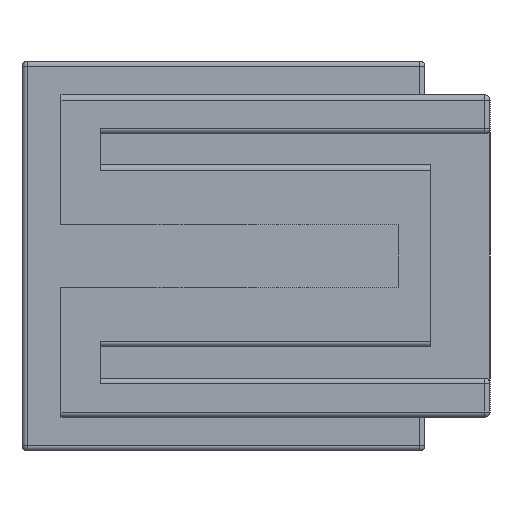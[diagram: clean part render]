
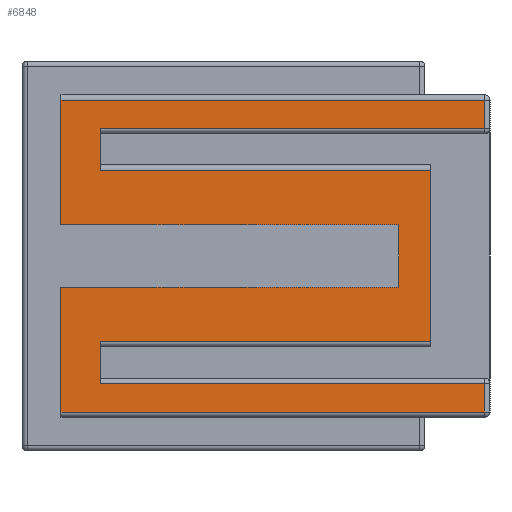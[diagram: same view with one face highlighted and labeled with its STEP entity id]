
A CAD part, left-side view. The second image highlights one B-rep face of the part: STEP entity #6848.
In plain terms, the highlighted planar face has unit normal (-1, 0, 0).
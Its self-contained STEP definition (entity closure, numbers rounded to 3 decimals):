
#2361=DIRECTION('',(0.,0.,-1.));
#2362=VECTOR('',#2361,1.1);
#2363=CARTESIAN_POINT('',(-14.275,0.2,6.));
#2364=LINE('',#2363,#2362);
#2365=DIRECTION('',(0.,-1.,0.));
#2366=VECTOR('',#2365,14.8);
#2367=CARTESIAN_POINT('',(-14.275,15.,4.9));
#2368=LINE('',#2367,#2366);
#2369=DIRECTION('',(0.,1.,0.));
#2370=VECTOR('',#2369,12.7);
#2371=CARTESIAN_POINT('',(-14.275,2.3,3.3));
#2372=LINE('',#2371,#2370);
#2373=DIRECTION('',(0.,0.,-1.));
#2374=VECTOR('',#2373,6.6);
#2375=CARTESIAN_POINT('',(-14.275,2.3,3.3));
#2376=LINE('',#2375,#2374);
#2377=DIRECTION('',(0.,-1.,0.));
#2378=VECTOR('',#2377,12.7);
#2379=CARTESIAN_POINT('',(-14.275,15.,-3.3));
#2380=LINE('',#2379,#2378);
#2381=DIRECTION('',(0.,1.,0.));
#2382=VECTOR('',#2381,14.8);
#2383=CARTESIAN_POINT('',(-14.275,0.2,-4.9));
#2384=LINE('',#2383,#2382);
#2385=DIRECTION('',(0.,0.,-1.));
#2386=VECTOR('',#2385,1.1);
#2387=CARTESIAN_POINT('',(-14.275,0.2,-4.9));
#2388=LINE('',#2387,#2386);
#2389=DIRECTION('',(0.,1.,0.));
#2390=VECTOR('',#2389,16.3);
#2391=CARTESIAN_POINT('',(-14.275,0.2,-6.));
#2392=LINE('',#2391,#2390);
#2393=DIRECTION('',(0.,0.,1.));
#2394=VECTOR('',#2393,4.8);
#2395=CARTESIAN_POINT('',(-14.275,16.5,-6.));
#2396=LINE('',#2395,#2394);
#2397=DIRECTION('',(0.,-1.,0.));
#2398=VECTOR('',#2397,13.);
#2399=CARTESIAN_POINT('',(-14.275,16.5,-1.2));
#2400=LINE('',#2399,#2398);
#2401=DIRECTION('',(0.,0.,-1.));
#2402=VECTOR('',#2401,2.4);
#2403=CARTESIAN_POINT('',(-14.275,3.5,1.2));
#2404=LINE('',#2403,#2402);
#2405=DIRECTION('',(0.,-1.,0.));
#2406=VECTOR('',#2405,13.);
#2407=CARTESIAN_POINT('',(-14.275,16.5,1.2));
#2408=LINE('',#2407,#2406);
#2409=DIRECTION('',(0.,0.,1.));
#2410=VECTOR('',#2409,4.8);
#2411=CARTESIAN_POINT('',(-14.275,16.5,1.2));
#2412=LINE('',#2411,#2410);
#2413=DIRECTION('',(0.,-1.,0.));
#2414=VECTOR('',#2413,16.3);
#2415=CARTESIAN_POINT('',(-14.275,16.5,6.));
#2416=LINE('',#2415,#2414);
#2507=DIRECTION('',(0.,0.,1.));
#2508=VECTOR('',#2507,1.6);
#2509=CARTESIAN_POINT('',(-14.275,15.,-4.9));
#2510=LINE('',#2509,#2508);
#2547=DIRECTION('',(0.,0.,1.));
#2548=VECTOR('',#2547,1.6);
#2549=CARTESIAN_POINT('',(-14.275,15.,3.3));
#2550=LINE('',#2549,#2548);
#2746=CARTESIAN_POINT('',(-14.275,16.5,1.2));
#2748=VERTEX_POINT('',#2746);
#2760=CARTESIAN_POINT('',(-14.275,16.5,-1.2));
#2761=VERTEX_POINT('',#2760);
#2762=CARTESIAN_POINT('',(-14.275,3.5,1.2));
#2763=CARTESIAN_POINT('',(-14.275,3.5,-1.2));
#2764=VERTEX_POINT('',#2762);
#2765=VERTEX_POINT('',#2763);
#3010=CARTESIAN_POINT('',(-14.275,16.5,6.));
#3012=VERTEX_POINT('',#3010);
#3015=CARTESIAN_POINT('',(-14.275,16.5,-6.));
#3017=VERTEX_POINT('',#3015);
#3022=CARTESIAN_POINT('',(-14.275,2.3,3.3));
#3023=VERTEX_POINT('',#3022);
#3024=CARTESIAN_POINT('',(-14.275,15.,3.3));
#3025=VERTEX_POINT('',#3024);
#3026=CARTESIAN_POINT('',(-14.275,2.3,-3.3));
#3028=VERTEX_POINT('',#3026);
#3032=CARTESIAN_POINT('',(-14.275,15.,-3.3));
#3033=VERTEX_POINT('',#3032);
#3038=CARTESIAN_POINT('',(-14.275,15.,-4.9));
#3039=VERTEX_POINT('',#3038);
#3040=CARTESIAN_POINT('',(-14.275,15.,4.9));
#3041=VERTEX_POINT('',#3040);
#3258=CARTESIAN_POINT('',(-14.275,0.2,4.9));
#3259=VERTEX_POINT('',#3258);
#3262=CARTESIAN_POINT('',(-14.275,0.2,6.));
#3263=VERTEX_POINT('',#3262);
#3282=CARTESIAN_POINT('',(-14.275,0.2,-6.));
#3283=VERTEX_POINT('',#3282);
#3286=CARTESIAN_POINT('',(-14.275,0.2,-4.9));
#3287=VERTEX_POINT('',#3286);
#6813=CARTESIAN_POINT('',(-14.275,16.5,-6.2));
#6814=DIRECTION('',(-1.,0.,0.));
#6815=DIRECTION('',(0.,-1.,0.));
#6816=AXIS2_PLACEMENT_3D('',#6813,#6814,#6815);
#6817=PLANE('',#6816);
#6819=ORIENTED_EDGE('',*,*,#6818,.T.);
#6821=ORIENTED_EDGE('',*,*,#6820,.F.);
#6823=ORIENTED_EDGE('',*,*,#6822,.F.);
#6825=ORIENTED_EDGE('',*,*,#6824,.F.);
#6827=ORIENTED_EDGE('',*,*,#6826,.T.);
#6829=ORIENTED_EDGE('',*,*,#6828,.F.);
#6831=ORIENTED_EDGE('',*,*,#6830,.F.);
#6833=ORIENTED_EDGE('',*,*,#6832,.F.);
#6835=ORIENTED_EDGE('',*,*,#6834,.T.);
#6836=ORIENTED_EDGE('',*,*,#6808,.T.);
#6837=ORIENTED_EDGE('',*,*,#6679,.T.);
#6839=ORIENTED_EDGE('',*,*,#6838,.T.);
#6841=ORIENTED_EDGE('',*,*,#6840,.F.);
#6843=ORIENTED_EDGE('',*,*,#6842,.F.);
#6844=ORIENTED_EDGE('',*,*,#6651,.T.);
#6845=ORIENTED_EDGE('',*,*,#6691,.T.);
#6846=EDGE_LOOP('',(#6819,#6821,#6823,#6825,#6827,#6829,#6831,#6833,#6835,#6836,
#6837,#6839,#6841,#6843,#6844,#6845));
#6847=FACE_OUTER_BOUND('',#6846,.F.);
#6651=EDGE_CURVE('',#2748,#3012,#2412,.T.);
#6679=EDGE_CURVE('',#3017,#2761,#2396,.T.);
#6691=EDGE_CURVE('',#3012,#3263,#2416,.T.);
#6808=EDGE_CURVE('',#3283,#3017,#2392,.T.);
#6818=EDGE_CURVE('',#3263,#3259,#2364,.T.);
#6820=EDGE_CURVE('',#3041,#3259,#2368,.T.);
#6822=EDGE_CURVE('',#3025,#3041,#2550,.T.);
#6824=EDGE_CURVE('',#3023,#3025,#2372,.T.);
#6826=EDGE_CURVE('',#3023,#3028,#2376,.T.);
#6828=EDGE_CURVE('',#3033,#3028,#2380,.T.);
#6830=EDGE_CURVE('',#3039,#3033,#2510,.T.);
#6832=EDGE_CURVE('',#3287,#3039,#2384,.T.);
#6834=EDGE_CURVE('',#3287,#3283,#2388,.T.);
#6838=EDGE_CURVE('',#2761,#2765,#2400,.T.);
#6840=EDGE_CURVE('',#2764,#2765,#2404,.T.);
#6842=EDGE_CURVE('',#2748,#2764,#2408,.T.);
#6848=ADVANCED_FACE('',(#6847),#6817,.T.);
